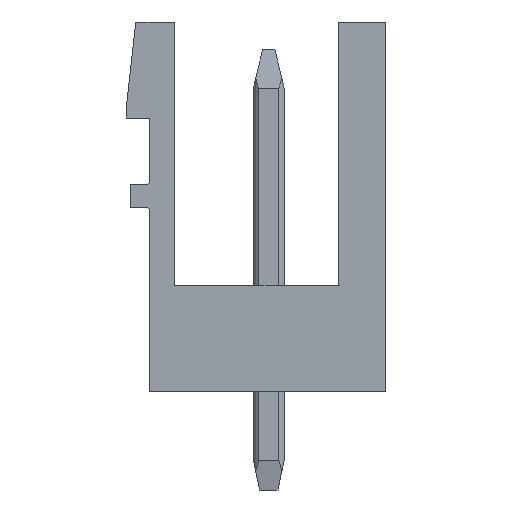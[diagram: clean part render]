
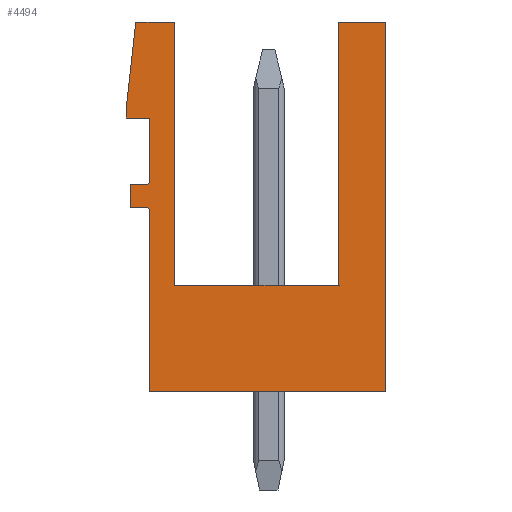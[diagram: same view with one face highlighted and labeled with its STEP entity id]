
A CAD part, left-side view. The second image highlights one B-rep face of the part: STEP entity #4494.
In plain terms, the highlighted planar face has unit normal (-1, 0, 0).
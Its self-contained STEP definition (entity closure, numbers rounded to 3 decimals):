
#2944=AXIS2_PLACEMENT_3D('Circle Axis2P3D',#2942,#2943,$) ;
#3068=AXIS2_PLACEMENT_3D('Circle Axis2P3D',#3066,#3067,$) ;
#4449=AXIS2_PLACEMENT_3D('Plane Axis2P3D',#4446,#4447,#4448) ;
#49=CARTESIAN_POINT('Vertex',(0.,0.,15.2)) ;
#52=CARTESIAN_POINT('Line Origine',(0.,0.,9.2)) ;
#56=CARTESIAN_POINT('Vertex',(0.,0.,3.2)) ;
#89=CARTESIAN_POINT('Vertex',(0.,8.12,15.2)) ;
#92=CARTESIAN_POINT('Line Origine',(0.,7.49,15.2)) ;
#96=CARTESIAN_POINT('Vertex',(0.,6.86,15.2)) ;
#1543=CARTESIAN_POINT('Line Origine',(0.,0.77,15.2)) ;
#1547=CARTESIAN_POINT('Vertex',(0.,1.54,15.2)) ;
#2059=CARTESIAN_POINT('Vertex',(0.,8.43,12.08)) ;
#2062=CARTESIAN_POINT('Line Origine',(0.,8.43,12.24)) ;
#2066=CARTESIAN_POINT('Vertex',(0.,8.43,12.4)) ;
#2377=CARTESIAN_POINT('Vertex',(0.,7.68,12.08)) ;
#2380=CARTESIAN_POINT('Line Origine',(0.,8.055,12.08)) ;
#2809=CARTESIAN_POINT('Vertex',(0.,7.68,10.03)) ;
#2812=CARTESIAN_POINT('Line Origine',(0.,7.68,11.055)) ;
#2939=CARTESIAN_POINT('Vertex',(0.,7.78,9.93)) ;
#2942=CARTESIAN_POINT('Axis2P3D Location',(0.,7.78,10.03)) ;
#2970=CARTESIAN_POINT('Vertex',(0.,8.3,9.93)) ;
#2973=CARTESIAN_POINT('Line Origine',(0.,8.04,9.93)) ;
#3001=CARTESIAN_POINT('Vertex',(0.,8.3,9.18)) ;
#3004=CARTESIAN_POINT('Line Origine',(0.,8.3,9.555)) ;
#3032=CARTESIAN_POINT('Vertex',(0.,7.78,9.18)) ;
#3035=CARTESIAN_POINT('Line Origine',(0.,8.04,9.18)) ;
#3063=CARTESIAN_POINT('Vertex',(0.,7.68,9.08)) ;
#3066=CARTESIAN_POINT('Axis2P3D Location',(0.,7.78,9.08)) ;
#3089=CARTESIAN_POINT('Vertex',(0.,7.68,3.2)) ;
#3092=CARTESIAN_POINT('Line Origine',(0.,7.68,6.14)) ;
#3114=CARTESIAN_POINT('Line Origine',(0.,3.84,3.2)) ;
#4446=CARTESIAN_POINT('Axis2P3D Location',(0.,0.,0.)) ;
#4451=CARTESIAN_POINT('Line Origine',(0.,8.275,13.8)) ;
#4456=CARTESIAN_POINT('Line Origine',(0.,1.54,10.925)) ;
#4460=CARTESIAN_POINT('Vertex',(0.,1.54,6.65)) ;
#4463=CARTESIAN_POINT('Line Origine',(0.,4.2,6.65)) ;
#4467=CARTESIAN_POINT('Vertex',(0.,6.86,6.65)) ;
#4470=CARTESIAN_POINT('Line Origine',(0.,6.86,10.925)) ;
#53=DIRECTION('Vector Direction',(0.,0.,1.)) ;
#93=DIRECTION('Vector Direction',(0.,-1.,0.)) ;
#1544=DIRECTION('Vector Direction',(0.,-1.,0.)) ;
#2063=DIRECTION('Vector Direction',(0.,0.,1.)) ;
#2381=DIRECTION('Vector Direction',(0.,1.,0.)) ;
#2813=DIRECTION('Vector Direction',(0.,0.,1.)) ;
#2943=DIRECTION('Axis2P3D Direction',(-1.,0.,0.)) ;
#2974=DIRECTION('Vector Direction',(0.,-1.,0.)) ;
#3005=DIRECTION('Vector Direction',(0.,0.,1.)) ;
#3036=DIRECTION('Vector Direction',(0.,1.,0.)) ;
#3067=DIRECTION('Axis2P3D Direction',(-1.,0.,0.)) ;
#3093=DIRECTION('Vector Direction',(0.,0.,-1.)) ;
#3115=DIRECTION('Vector Direction',(0.,1.,0.)) ;
#4447=DIRECTION('Axis2P3D Direction',(-1.,0.,0.)) ;
#4448=DIRECTION('Axis2P3D XDirection',(0.,0.,1.)) ;
#4452=DIRECTION('Vector Direction',(0.,-0.11,0.994)) ;
#4457=DIRECTION('Vector Direction',(0.,0.,-1.)) ;
#4464=DIRECTION('Vector Direction',(0.,-1.,0.)) ;
#4471=DIRECTION('Vector Direction',(0.,0.,-1.)) ;
#54=VECTOR('Line Direction',#53,1.) ;
#94=VECTOR('Line Direction',#93,1.) ;
#1545=VECTOR('Line Direction',#1544,1.) ;
#2064=VECTOR('Line Direction',#2063,1.) ;
#2382=VECTOR('Line Direction',#2381,1.) ;
#2814=VECTOR('Line Direction',#2813,1.) ;
#2975=VECTOR('Line Direction',#2974,1.) ;
#3006=VECTOR('Line Direction',#3005,1.) ;
#3037=VECTOR('Line Direction',#3036,1.) ;
#3094=VECTOR('Line Direction',#3093,1.) ;
#3116=VECTOR('Line Direction',#3115,1.) ;
#4453=VECTOR('Line Direction',#4452,1.) ;
#4458=VECTOR('Line Direction',#4457,1.) ;
#4465=VECTOR('Line Direction',#4464,1.) ;
#4472=VECTOR('Line Direction',#4471,1.) ;
#4476=ORIENTED_EDGE('',*,*,#98,.T.) ;
#4477=ORIENTED_EDGE('',*,*,#4455,.F.) ;
#4478=ORIENTED_EDGE('',*,*,#2068,.T.) ;
#4479=ORIENTED_EDGE('',*,*,#2384,.T.) ;
#4480=ORIENTED_EDGE('',*,*,#2816,.T.) ;
#4481=ORIENTED_EDGE('',*,*,#2946,.T.) ;
#4482=ORIENTED_EDGE('',*,*,#2977,.T.) ;
#4483=ORIENTED_EDGE('',*,*,#3008,.T.) ;
#4484=ORIENTED_EDGE('',*,*,#3039,.T.) ;
#4485=ORIENTED_EDGE('',*,*,#3070,.T.) ;
#4486=ORIENTED_EDGE('',*,*,#3096,.T.) ;
#4487=ORIENTED_EDGE('',*,*,#3118,.T.) ;
#4488=ORIENTED_EDGE('',*,*,#58,.T.) ;
#4489=ORIENTED_EDGE('',*,*,#1549,.T.) ;
#4490=ORIENTED_EDGE('',*,*,#4462,.T.) ;
#4491=ORIENTED_EDGE('',*,*,#4469,.F.) ;
#4492=ORIENTED_EDGE('',*,*,#4474,.F.) ;
#4494=ADVANCED_FACE('HOUSING',(#4493),#4450,.T.) ;
#2945=CIRCLE('generated circle',#2944,0.1) ;
#3069=CIRCLE('generated circle',#3068,0.1) ;
#58=EDGE_CURVE('',#57,#50,#55,.T.) ;
#98=EDGE_CURVE('',#97,#90,#95,.F.) ;
#1549=EDGE_CURVE('',#50,#1548,#1546,.F.) ;
#2068=EDGE_CURVE('',#2067,#2060,#2065,.F.) ;
#2384=EDGE_CURVE('',#2060,#2378,#2383,.F.) ;
#2816=EDGE_CURVE('',#2378,#2810,#2815,.F.) ;
#2946=EDGE_CURVE('',#2810,#2940,#2945,.F.) ;
#2977=EDGE_CURVE('',#2940,#2971,#2976,.F.) ;
#3008=EDGE_CURVE('',#2971,#3002,#3007,.F.) ;
#3039=EDGE_CURVE('',#3002,#3033,#3038,.F.) ;
#3070=EDGE_CURVE('',#3033,#3064,#3069,.F.) ;
#3096=EDGE_CURVE('',#3064,#3090,#3095,.T.) ;
#3118=EDGE_CURVE('',#3090,#57,#3117,.F.) ;
#4455=EDGE_CURVE('',#2067,#90,#4454,.T.) ;
#4462=EDGE_CURVE('',#1548,#4461,#4459,.T.) ;
#4469=EDGE_CURVE('',#4468,#4461,#4466,.T.) ;
#4474=EDGE_CURVE('',#97,#4468,#4473,.T.) ;
#4475=EDGE_LOOP('',(#4476,#4477,#4478,#4479,#4480,#4481,#4482,#4483,#4484,#4485,#4486,#4487,#4488,#4489,#4490,#4491,#4492)) ;
#4493=FACE_OUTER_BOUND('',#4475,.T.) ;
#55=LINE('Line',#52,#54) ;
#95=LINE('Line',#92,#94) ;
#1546=LINE('Line',#1543,#1545) ;
#2065=LINE('Line',#2062,#2064) ;
#2383=LINE('Line',#2380,#2382) ;
#2815=LINE('Line',#2812,#2814) ;
#2976=LINE('Line',#2973,#2975) ;
#3007=LINE('Line',#3004,#3006) ;
#3038=LINE('Line',#3035,#3037) ;
#3095=LINE('Line',#3092,#3094) ;
#3117=LINE('Line',#3114,#3116) ;
#4454=LINE('Line',#4451,#4453) ;
#4459=LINE('Line',#4456,#4458) ;
#4466=LINE('Line',#4463,#4465) ;
#4473=LINE('Line',#4470,#4472) ;
#4450=PLANE('',#4449) ;
#50=VERTEX_POINT('',#49) ;
#57=VERTEX_POINT('',#56) ;
#90=VERTEX_POINT('',#89) ;
#97=VERTEX_POINT('',#96) ;
#1548=VERTEX_POINT('',#1547) ;
#2060=VERTEX_POINT('',#2059) ;
#2067=VERTEX_POINT('',#2066) ;
#2378=VERTEX_POINT('',#2377) ;
#2810=VERTEX_POINT('',#2809) ;
#2940=VERTEX_POINT('',#2939) ;
#2971=VERTEX_POINT('',#2970) ;
#3002=VERTEX_POINT('',#3001) ;
#3033=VERTEX_POINT('',#3032) ;
#3064=VERTEX_POINT('',#3063) ;
#3090=VERTEX_POINT('',#3089) ;
#4461=VERTEX_POINT('',#4460) ;
#4468=VERTEX_POINT('',#4467) ;
